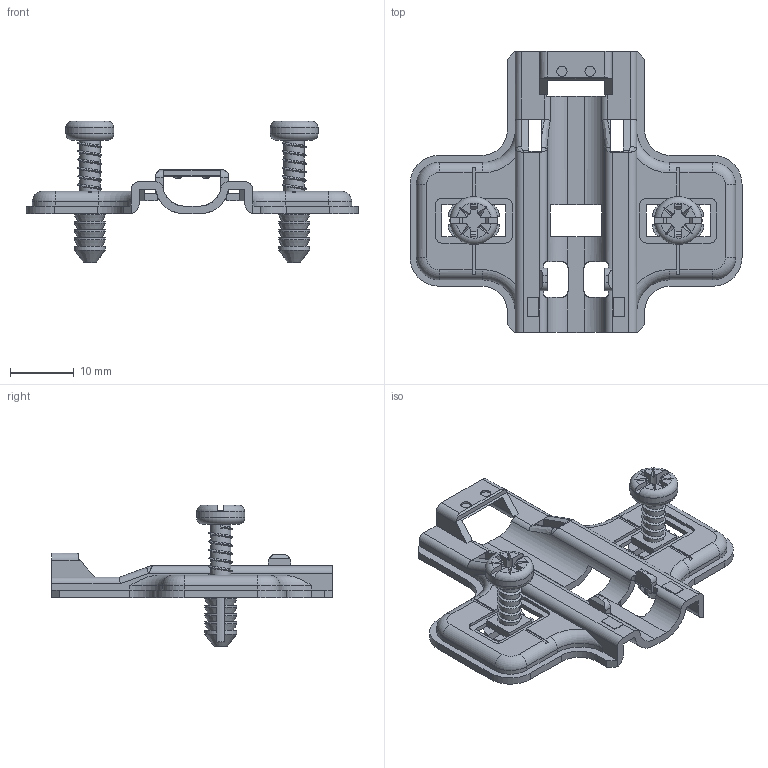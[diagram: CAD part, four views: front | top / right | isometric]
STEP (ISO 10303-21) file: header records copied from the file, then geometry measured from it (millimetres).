
FILE_DESCRIPTION(/* description */ (''),/* implementation_level */ '2;1');
FILE_NAME(/* name */ 'PZ-HCSL-H0-M5.stp',/* time_stamp */ '2023-05-30T09:38:21+02:00',/* author */ ('BartlomiejH'),/* organization */ (''),/* preprocessor_version */ 'ST-DEVELOPER v19.2',/* originating_system */ 'Autodesk Inventor 2023',/* authorisation */ '');
FILE_SCHEMA (('AUTOMOTIVE_DESIGN { 1 0 10303 214 3 1 1 }'));
Length unit declared in the file: millimetre
Products named in the file (4): A05H0Ä¾×ù_MUFY; prowadnik; wkręt; mufa
Assembly tree (5 placements, depth 2):
  A05H0Ä¾×ù_MUFY
    prowadnik
    wkręt  x2
    mufa  x2
Bounding box: 52 x 44 x 22.2 mm (x, y, z)
Volume: 2859 mm3; surface area: 5315.1 mm2
Topology: 5 solids, 5 shells, 520 faces, 1488 edges, 964 vertices
Faces by surface type: plane 296, cylinder 159, torus 28, cone 20, bspline 16, sphere 1
Full cylindrical faces by diameter (mm): 1.6 x2, 3.2 x6, 7.5 x2
Entity records: 15973 total; most frequent: CARTESIAN_POINT 5239, ORIENTED_EDGE 2304, DIRECTION 2177, EDGE_CURVE 1152, VERTEX_POINT 745, AXIS2_PLACEMENT_3D 742, LINE 693, VECTOR 693
